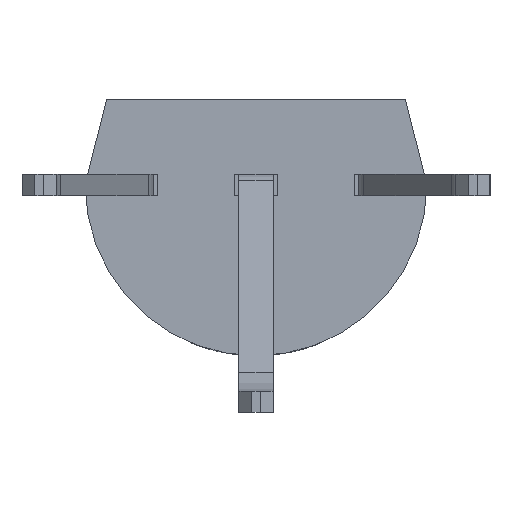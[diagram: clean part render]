
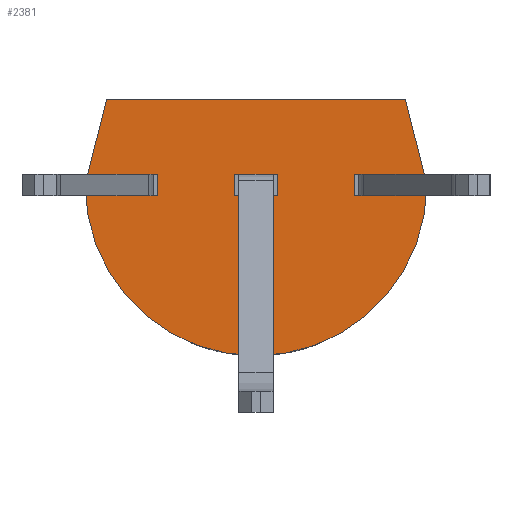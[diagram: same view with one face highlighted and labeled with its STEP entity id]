
A CAD part, front view. The second image highlights one B-rep face of the part: STEP entity #2381.
In plain terms, the highlighted planar face has unit normal (0, -1, 0).
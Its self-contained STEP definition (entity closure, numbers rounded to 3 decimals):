
#9 = CARTESIAN_POINT ( 'NONE',  ( -0.25, 0., 0.625 ) ) ;
#37 = CARTESIAN_POINT ( 'NONE',  ( 0.25, 0., 0.875 ) ) ;
#39 = VECTOR ( 'NONE', #2921, 1000. ) ;
#87 = CARTESIAN_POINT ( 'NONE',  ( 0., 0., 0.75 ) ) ;
#91 = VERTEX_POINT ( 'NONE', #2136 ) ;
#138 = EDGE_CURVE ( 'NONE', #1283, #489, #1576, .T. ) ;
#157 = CARTESIAN_POINT ( 'NONE',  ( 1.15, 0., 0.625 ) ) ;
#161 = CARTESIAN_POINT ( 'NONE',  ( 0.25, 0., 0.875 ) ) ;
#164 = VECTOR ( 'NONE', #3483, 1000. ) ;
#196 = LINE ( 'NONE', #157, #1867 ) ;
#203 = VERTEX_POINT ( 'NONE', #2729 ) ;
#227 = CIRCLE ( 'NONE', #605, 2. ) ;
#247 = ORIENTED_EDGE ( 'NONE', *, *, #2144, .F. ) ;
#370 = DIRECTION ( 'NONE',  ( 1., 0., 0. ) ) ;
#390 = ORIENTED_EDGE ( 'NONE', *, *, #1661, .F. ) ;
#409 = EDGE_CURVE ( 'NONE', #203, #91, #1551, .T. ) ;
#442 = CARTESIAN_POINT ( 'NONE',  ( 0.25, 0., 0.625 ) ) ;
#446 = CARTESIAN_POINT ( 'NONE',  ( -1.15, 0., 0.625 ) ) ;
#458 = LINE ( 'NONE', #161, #1804 ) ;
#489 = VERTEX_POINT ( 'NONE', #1262 ) ;
#568 = ORIENTED_EDGE ( 'NONE', *, *, #409, .F. ) ;
#571 = ORIENTED_EDGE ( 'NONE', *, *, #2886, .T. ) ;
#605 = AXIS2_PLACEMENT_3D ( 'NONE', #3460, #1884, #3080 ) ;
#689 = VECTOR ( 'NONE', #3383, 1000. ) ;
#707 = CARTESIAN_POINT ( 'NONE',  ( 1.15, 0., 0.875 ) ) ;
#717 = CARTESIAN_POINT ( 'NONE',  ( -1.15, 0., 0.875 ) ) ;
#719 = EDGE_LOOP ( 'NONE', ( #247, #2856, #2353, #568 ) ) ;
#725 = FACE_BOUND ( 'NONE', #3813, .T. ) ;
#751 = EDGE_CURVE ( 'NONE', #489, #3799, #3181, .T. ) ;
#780 = ORIENTED_EDGE ( 'NONE', *, *, #138, .T. ) ;
#794 = VECTOR ( 'NONE', #3478, 1000. ) ;
#810 = CARTESIAN_POINT ( 'NONE',  ( 1.65, 0., 0.875 ) ) ;
#821 = VERTEX_POINT ( 'NONE', #863 ) ;
#849 = VECTOR ( 'NONE', #1225, 1000. ) ;
#863 = CARTESIAN_POINT ( 'NONE',  ( -1.15, 0., 0.875 ) ) ;
#898 = FACE_BOUND ( 'NONE', #719, .T. ) ;
#914 = VECTOR ( 'NONE', #3155, 1000. ) ;
#936 = ORIENTED_EDGE ( 'NONE', *, *, #1150, .F. ) ;
#986 = VECTOR ( 'NONE', #1726, 1000. ) ;
#1060 = DIRECTION ( 'NONE',  ( 0., 0., -1. ) ) ;
#1072 = ORIENTED_EDGE ( 'NONE', *, *, #751, .T. ) ;
#1100 = EDGE_CURVE ( 'NONE', #3358, #3839, #1426, .T. ) ;
#1119 = CARTESIAN_POINT ( 'NONE',  ( -0.25, 0., 0.875 ) ) ;
#1142 = ORIENTED_EDGE ( 'NONE', *, *, #2262, .F. ) ;
#1150 = EDGE_CURVE ( 'NONE', #3531, #3209, #3840, .T. ) ;
#1182 = VECTOR ( 'NONE', #2944, 1000. ) ;
#1191 = CARTESIAN_POINT ( 'NONE',  ( 1.75, 0., 1.75 ) ) ;
#1212 = FACE_BOUND ( 'NONE', #1655, .T. ) ;
#1225 = DIRECTION ( 'NONE',  ( 0., 0., -1. ) ) ;
#1262 = CARTESIAN_POINT ( 'NONE',  ( 1.65, 0., 0.875 ) ) ;
#1280 = CARTESIAN_POINT ( 'NONE',  ( 0., 0., 0.625 ) ) ;
#1283 = VERTEX_POINT ( 'NONE', #1502 ) ;
#1376 = DIRECTION ( 'NONE',  ( 0., 0., -1. ) ) ;
#1377 = CARTESIAN_POINT ( 'NONE',  ( -2., 0., 0.75 ) ) ;
#1397 = ORIENTED_EDGE ( 'NONE', *, *, #1921, .F. ) ;
#1411 = DIRECTION ( 'NONE',  ( -1., 0., 0. ) ) ;
#1419 = ORIENTED_EDGE ( 'NONE', *, *, #3169, .T. ) ;
#1426 = LINE ( 'NONE', #2062, #39 ) ;
#1464 = DIRECTION ( 'NONE',  ( 0., 0., 1. ) ) ;
#1473 = EDGE_CURVE ( 'NONE', #91, #3219, #2500, .T. ) ;
#1502 = CARTESIAN_POINT ( 'NONE',  ( 1.15, 0., 0.875 ) ) ;
#1549 = VECTOR ( 'NONE', #1060, 1000. ) ;
#1551 = LINE ( 'NONE', #3049, #849 ) ;
#1576 = LINE ( 'NONE', #707, #2046 ) ;
#1655 = EDGE_LOOP ( 'NONE', ( #1397, #2471, #3161, #571 ) ) ;
#1661 = EDGE_CURVE ( 'NONE', #3209, #2016, #227, .T. ) ;
#1697 = VERTEX_POINT ( 'NONE', #9 ) ;
#1705 = LINE ( 'NONE', #1783, #986 ) ;
#1726 = DIRECTION ( 'NONE',  ( 1., 0., 0. ) ) ;
#1733 = AXIS2_PLACEMENT_3D ( 'NONE', #87, #2499, #3679 ) ;
#1766 = CARTESIAN_POINT ( 'NONE',  ( -1.15, 0., 0.875 ) ) ;
#1783 = CARTESIAN_POINT ( 'NONE',  ( 0., 0., 1.75 ) ) ;
#1804 = VECTOR ( 'NONE', #1376, 1000. ) ;
#1867 = VECTOR ( 'NONE', #1411, 1000. ) ;
#1884 = DIRECTION ( 'NONE',  ( 0., 1., 0. ) ) ;
#1921 = EDGE_CURVE ( 'NONE', #1697, #2003, #2171, .T. ) ;
#1938 = FACE_OUTER_BOUND ( 'NONE', #3073, .T. ) ;
#2001 = CARTESIAN_POINT ( 'NONE',  ( 1.15, 0., 0.875 ) ) ;
#2003 = VERTEX_POINT ( 'NONE', #442 ) ;
#2016 = VERTEX_POINT ( 'NONE', #1377 ) ;
#2021 = VERTEX_POINT ( 'NONE', #2609 ) ;
#2046 = VECTOR ( 'NONE', #370, 1000. ) ;
#2062 = CARTESIAN_POINT ( 'NONE',  ( 0., 0., 0.875 ) ) ;
#2099 = PLANE ( 'NONE',  #1733 ) ;
#2136 = CARTESIAN_POINT ( 'NONE',  ( -1.65, 0., 0.625 ) ) ;
#2144 = EDGE_CURVE ( 'NONE', #821, #203, #3691, .T. ) ;
#2171 = LINE ( 'NONE', #1280, #3343 ) ;
#2233 = CARTESIAN_POINT ( 'NONE',  ( 1.15, 0., 0.625 ) ) ;
#2260 = EDGE_CURVE ( 'NONE', #3219, #821, #3825, .T. ) ;
#2262 = EDGE_CURVE ( 'NONE', #2021, #3531, #1705, .T. ) ;
#2294 = LINE ( 'NONE', #2001, #794 ) ;
#2298 = CARTESIAN_POINT ( 'NONE',  ( 1.882, 0., 1.221 ) ) ;
#2352 = VERTEX_POINT ( 'NONE', #2233 ) ;
#2353 = ORIENTED_EDGE ( 'NONE', *, *, #1473, .F. ) ;
#2371 = VECTOR ( 'NONE', #1464, 1000. ) ;
#2381 = ADVANCED_FACE ( 'NONE', ( #1938, #1212, #898, #725 ), #2099, .T. ) ;
#2471 = ORIENTED_EDGE ( 'NONE', *, *, #3185, .F. ) ;
#2499 = DIRECTION ( 'NONE',  ( 0., -1., 0. ) ) ;
#2500 = LINE ( 'NONE', #446, #914 ) ;
#2557 = EDGE_CURVE ( 'NONE', #2352, #1283, #2294, .T. ) ;
#2609 = CARTESIAN_POINT ( 'NONE',  ( -1.75, 0., 1.75 ) ) ;
#2656 = ORIENTED_EDGE ( 'NONE', *, *, #3351, .T. ) ;
#2687 = VECTOR ( 'NONE', #3670, 1000. ) ;
#2729 = CARTESIAN_POINT ( 'NONE',  ( -1.65, 0., 0.875 ) ) ;
#2740 = CARTESIAN_POINT ( 'NONE',  ( -0.25, 0., 0.875 ) ) ;
#2790 = CARTESIAN_POINT ( 'NONE',  ( -1.882, 0., 1.221 ) ) ;
#2856 = ORIENTED_EDGE ( 'NONE', *, *, #2260, .F. ) ;
#2875 = CARTESIAN_POINT ( 'NONE',  ( 1.65, 0., 0.625 ) ) ;
#2886 = EDGE_CURVE ( 'NONE', #3358, #2003, #458, .T. ) ;
#2906 = LINE ( 'NONE', #1119, #1549 ) ;
#2921 = DIRECTION ( 'NONE',  ( -1., 0., 0. ) ) ;
#2944 = DIRECTION ( 'NONE',  ( 0., 0., -1. ) ) ;
#3049 = CARTESIAN_POINT ( 'NONE',  ( -1.65, 0., 0.875 ) ) ;
#3073 = EDGE_LOOP ( 'NONE', ( #390, #936, #1142, #2656 ) ) ;
#3080 = DIRECTION ( 'NONE',  ( 0., 0., -1. ) ) ;
#3155 = DIRECTION ( 'NONE',  ( 1., 0., 0. ) ) ;
#3161 = ORIENTED_EDGE ( 'NONE', *, *, #1100, .F. ) ;
#3169 = EDGE_CURVE ( 'NONE', #3799, #2352, #196, .T. ) ;
#3181 = LINE ( 'NONE', #810, #1182 ) ;
#3185 = EDGE_CURVE ( 'NONE', #3839, #1697, #2906, .T. ) ;
#3196 = CARTESIAN_POINT ( 'NONE',  ( -1.15, 0., 0.625 ) ) ;
#3205 = ORIENTED_EDGE ( 'NONE', *, *, #2557, .T. ) ;
#3209 = VERTEX_POINT ( 'NONE', #3747 ) ;
#3219 = VERTEX_POINT ( 'NONE', #3196 ) ;
#3343 = VECTOR ( 'NONE', #3356, 1000. ) ;
#3351 = EDGE_CURVE ( 'NONE', #2021, #2016, #3628, .T. ) ;
#3356 = DIRECTION ( 'NONE',  ( 1., 0., 0. ) ) ;
#3358 = VERTEX_POINT ( 'NONE', #37 ) ;
#3383 = DIRECTION ( 'NONE',  ( -0.243, 0., -0.97 ) ) ;
#3460 = CARTESIAN_POINT ( 'NONE',  ( 0., 0., 0.75 ) ) ;
#3478 = DIRECTION ( 'NONE',  ( 0., 0., 1. ) ) ;
#3483 = DIRECTION ( 'NONE',  ( 0.243, 0., -0.97 ) ) ;
#3531 = VERTEX_POINT ( 'NONE', #1191 ) ;
#3628 = LINE ( 'NONE', #2790, #689 ) ;
#3670 = DIRECTION ( 'NONE',  ( -1., 0., 0. ) ) ;
#3679 = DIRECTION ( 'NONE',  ( 0., 0., -1. ) ) ;
#3691 = LINE ( 'NONE', #717, #2687 ) ;
#3747 = CARTESIAN_POINT ( 'NONE',  ( 2., 0., 0.75 ) ) ;
#3799 = VERTEX_POINT ( 'NONE', #2875 ) ;
#3813 = EDGE_LOOP ( 'NONE', ( #780, #1072, #1419, #3205 ) ) ;
#3825 = LINE ( 'NONE', #1766, #2371 ) ;
#3839 = VERTEX_POINT ( 'NONE', #2740 ) ;
#3840 = LINE ( 'NONE', #2298, #164 ) ;
